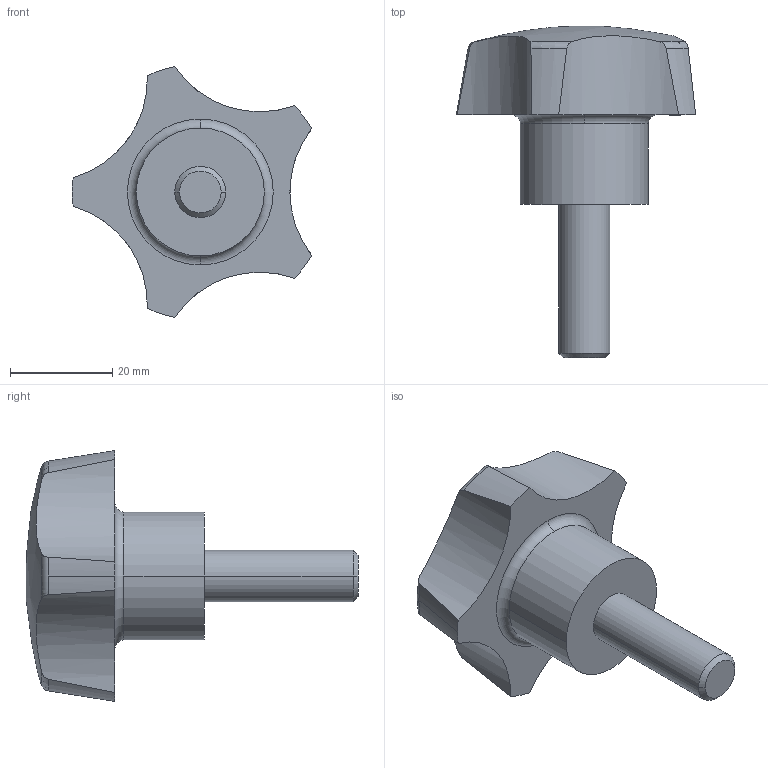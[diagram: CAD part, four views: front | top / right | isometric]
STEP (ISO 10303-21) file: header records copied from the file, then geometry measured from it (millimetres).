
FILE_DESCRIPTION( ( '' ), '1' );
FILE_NAME( 'K0185.5010X30.stp', '2012-11-01T09:36:23', ( '' ), ( '' ), ' ', ' ', ' ' );
FILE_SCHEMA( ( 'CONFIG_CONTROL_DESIGN' ) );
Length unit declared in the file: millimetre
Products named in the file (1): 1
Bounding box: 46.75 x 64.87 x 48.99 mm (x, y, z)
Volume: 31751.6 mm3; surface area: 7074.8 mm2
Topology: 1 solids, 1 shells, 28 faces, 71 edges, 47 vertices
Faces by surface type: cylinder 9, cone 8, torus 7, plane 3, sphere 1
Entity records: 1085 total; most frequent: CARTESIAN_POINT 372, DIRECTION 143, ORIENTED_EDGE 142, EDGE_CURVE 71, AXIS2_PLACEMENT_3D 68, VERTEX_POINT 47, CIRCLE 39, EDGE_LOOP 30
